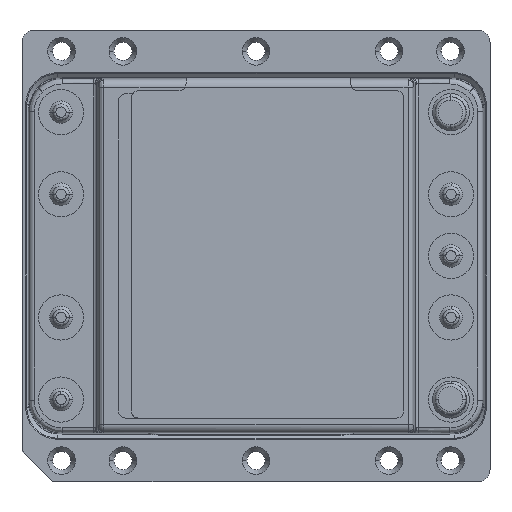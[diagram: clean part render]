
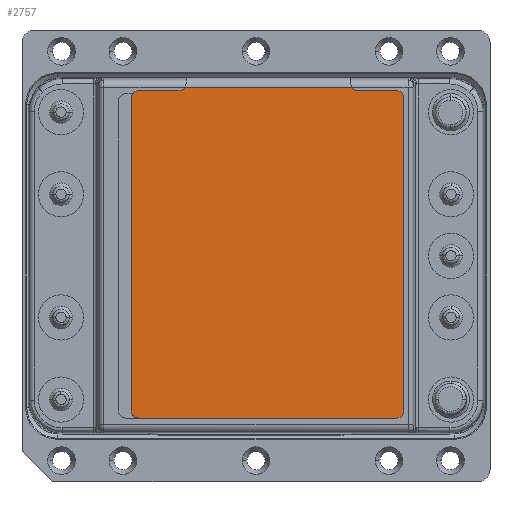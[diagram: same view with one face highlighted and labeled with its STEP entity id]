
A CAD part, top view. The second image highlights one B-rep face of the part: STEP entity #2757.
In plain terms, the highlighted planar face has unit normal (0, 0, 1).
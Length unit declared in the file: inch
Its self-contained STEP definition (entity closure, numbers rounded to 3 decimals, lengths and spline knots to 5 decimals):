
#2707 = EDGE_CURVE ( 'NONE', #5784, #5786, #11894, .T. ) ;
#2710 = EDGE_CURVE ( 'NONE', #5786, #6060, #10508, .T. ) ;
#2712 = EDGE_CURVE ( 'NONE', #6060, #6057, #11910, .T. ) ;
#2714 = EDGE_CURVE ( 'NONE', #6057, #6054, #10511, .T. ) ;
#2716 = EDGE_CURVE ( 'NONE', #6054, #6049, #11907, .T. ) ;
#2718 = EDGE_CURVE ( 'NONE', #6049, #6048, #10514, .T. ) ;
#2719 = EDGE_CURVE ( 'NONE', #6048, #6046, #11905, .T. ) ;
#2723 = EDGE_CURVE ( 'NONE', #6043, #6041, #11918, .T. ) ;
#2725 = EDGE_CURVE ( 'NONE', #6041, #6040, #10517, .T. ) ;
#2727 = EDGE_CURVE ( 'NONE', #6040, #6039, #11922, .T. ) ;
#2728 = EDGE_CURVE ( 'NONE', #6039, #5784, #10519, .T. ) ;
#2729 = EDGE_CURVE ( 'NONE', #6043, #6046, #10520, .T. ) ;
#2757 = ADVANCED_FACE ( 'NONE', ( #10598 ), #11732, .T. ) ;
#5784 = VERTEX_POINT ( 'NONE', #18657 ) ;
#5786 = VERTEX_POINT ( 'NONE', #18659 ) ;
#6039 = VERTEX_POINT ( 'NONE', #18682 ) ;
#6040 = VERTEX_POINT ( 'NONE', #18683 ) ;
#6041 = VERTEX_POINT ( 'NONE', #18684 ) ;
#6043 = VERTEX_POINT ( 'NONE', #18686 ) ;
#6046 = VERTEX_POINT ( 'NONE', #18689 ) ;
#6048 = VERTEX_POINT ( 'NONE', #18691 ) ;
#6049 = VERTEX_POINT ( 'NONE', #18692 ) ;
#6054 = VERTEX_POINT ( 'NONE', #18697 ) ;
#6057 = VERTEX_POINT ( 'NONE', #18700 ) ;
#6060 = VERTEX_POINT ( 'NONE', #18703 ) ;
#6294 = EDGE_LOOP ( 'NONE', ( #9338, #9340, #9337, #9339, #9341, #9342, #9343, #9344, #9345, #9346, #9347, #9348 ) ) ;
#9337 = ORIENTED_EDGE ( 'NONE', *, *, #2725, .T. ) ;
#9338 = ORIENTED_EDGE ( 'NONE', *, *, #2729, .F. ) ;
#9339 = ORIENTED_EDGE ( 'NONE', *, *, #2727, .T. ) ;
#9340 = ORIENTED_EDGE ( 'NONE', *, *, #2723, .T. ) ;
#9341 = ORIENTED_EDGE ( 'NONE', *, *, #2728, .T. ) ;
#9342 = ORIENTED_EDGE ( 'NONE', *, *, #2707, .T. ) ;
#9343 = ORIENTED_EDGE ( 'NONE', *, *, #2710, .T. ) ;
#9344 = ORIENTED_EDGE ( 'NONE', *, *, #2712, .T. ) ;
#9345 = ORIENTED_EDGE ( 'NONE', *, *, #2714, .T. ) ;
#9346 = ORIENTED_EDGE ( 'NONE', *, *, #2716, .T. ) ;
#9347 = ORIENTED_EDGE ( 'NONE', *, *, #2718, .T. ) ;
#9348 = ORIENTED_EDGE ( 'NONE', *, *, #2719, .T. ) ;
#10508 = LINE ( 'NONE', #11481, #11913 ) ;
#10511 = LINE ( 'NONE', #11490, #11917 ) ;
#10514 = LINE ( 'NONE', #11499, #11923 ) ;
#10517 = LINE ( 'NONE', #11515, #11929 ) ;
#10519 = LINE ( 'NONE', #11522, #11932 ) ;
#10520 = LINE ( 'NONE', #11524, #11934 ) ;
#10598 = FACE_OUTER_BOUND ( 'NONE', #6294, .T. ) ;
#11474 = CARTESIAN_POINT ( 'NONE',  ( 0.56592, -0.80242, 0.50997 ) ) ;
#11475 = DIRECTION ( 'NONE',  ( 0., 0., 1. ) ) ;
#11476 = DIRECTION ( 'NONE',  ( 1., 0., 0. ) ) ;
#11481 = CARTESIAN_POINT ( 'NONE',  ( 1.82669, -0.83752, 0.50997 ) ) ;
#11482 = DIRECTION ( 'NONE',  ( 1., 0., 0. ) ) ;
#11485 = CARTESIAN_POINT ( 'NONE',  ( 1.82669, -0.80242, 0.50997 ) ) ;
#11486 = DIRECTION ( 'NONE',  ( 0., 0., 1. ) ) ;
#11487 = DIRECTION ( 'NONE',  ( 1., 0., 0. ) ) ;
#11490 = CARTESIAN_POINT ( 'NONE',  ( 1.8618, 0.72716, 0.50997 ) ) ;
#11491 = DIRECTION ( 'NONE',  ( 0., 1., 0. ) ) ;
#11494 = CARTESIAN_POINT ( 'NONE',  ( 1.82669, 0.72716, 0.50997 ) ) ;
#11495 = DIRECTION ( 'NONE',  ( 0., 0., 1. ) ) ;
#11496 = DIRECTION ( 'NONE',  ( 1., 0., 0. ) ) ;
#11499 = CARTESIAN_POINT ( 'NONE',  ( 1.82669, 0.76226, 0.50997 ) ) ;
#11500 = DIRECTION ( 'NONE',  ( -1., 0., 0. ) ) ;
#11501 = CARTESIAN_POINT ( 'NONE',  ( 1.63612, 0.79737, 0.50997 ) ) ;
#11502 = DIRECTION ( 'NONE',  ( 0., 0., -1. ) ) ;
#11503 = DIRECTION ( 'NONE',  ( -1., 0., 0. ) ) ;
#11510 = CARTESIAN_POINT ( 'NONE',  ( 0.76351, 0.79737, 0.50997 ) ) ;
#11511 = DIRECTION ( 'NONE',  ( 0., 0., -1. ) ) ;
#11512 = DIRECTION ( 'NONE',  ( 1., 0., 0. ) ) ;
#11515 = CARTESIAN_POINT ( 'NONE',  ( 0.76351, 0.76226, 0.50997 ) ) ;
#11516 = DIRECTION ( 'NONE',  ( -1., 0., 0. ) ) ;
#11519 = CARTESIAN_POINT ( 'NONE',  ( 0.56592, 0.72716, 0.50997 ) ) ;
#11520 = DIRECTION ( 'NONE',  ( 0., 0., 1. ) ) ;
#11521 = DIRECTION ( 'NONE',  ( -1., 0., 0. ) ) ;
#11522 = CARTESIAN_POINT ( 'NONE',  ( 0.53082, 0.72716, 0.50997 ) ) ;
#11523 = DIRECTION ( 'NONE',  ( 0., -1., 0. ) ) ;
#11524 = CARTESIAN_POINT ( 'NONE',  ( 0.56592, 0.77893, 0.50997 ) ) ;
#11525 = DIRECTION ( 'NONE',  ( 1., 0., 0. ) ) ;
#11732 = PLANE ( 'NONE',  #12009 ) ;
#11733 = CARTESIAN_POINT ( 'NONE',  ( 0.56592, 0.72716, 0.50997 ) ) ;
#11734 = DIRECTION ( 'NONE',  ( 0., 0., 1. ) ) ;
#11735 = DIRECTION ( 'NONE',  ( -1., 0., 0. ) ) ;
#11894 = CIRCLE ( 'NONE', #11909, 0.03511 ) ;
#11905 = CIRCLE ( 'NONE', #11924, 0.0351 ) ;
#11907 = CIRCLE ( 'NONE', #11920, 0.0351 ) ;
#11909 = AXIS2_PLACEMENT_3D ( 'NONE', #11474, #11475, #11476 ) ;
#11910 = CIRCLE ( 'NONE', #11915, 0.0351 ) ;
#11913 = VECTOR ( 'NONE', #11482, 39.37008 ) ;
#11915 = AXIS2_PLACEMENT_3D ( 'NONE', #11485, #11486, #11487 ) ;
#11917 = VECTOR ( 'NONE', #11491, 39.37008 ) ;
#11918 = CIRCLE ( 'NONE', #11927, 0.03511 ) ;
#11920 = AXIS2_PLACEMENT_3D ( 'NONE', #11494, #11495, #11496 ) ;
#11922 = CIRCLE ( 'NONE', #11931, 0.03511 ) ;
#11923 = VECTOR ( 'NONE', #11500, 39.37008 ) ;
#11924 = AXIS2_PLACEMENT_3D ( 'NONE', #11501, #11502, #11503 ) ;
#11927 = AXIS2_PLACEMENT_3D ( 'NONE', #11510, #11511, #11512 ) ;
#11929 = VECTOR ( 'NONE', #11516, 39.37008 ) ;
#11931 = AXIS2_PLACEMENT_3D ( 'NONE', #11519, #11520, #11521 ) ;
#11932 = VECTOR ( 'NONE', #11523, 39.37008 ) ;
#11934 = VECTOR ( 'NONE', #11525, 39.37008 ) ;
#12009 = AXIS2_PLACEMENT_3D ( 'NONE', #11733, #11734, #11735 ) ;
#18657 = CARTESIAN_POINT ( 'NONE',  ( 0.53082, -0.80242, 0.50997 ) ) ;
#18659 = CARTESIAN_POINT ( 'NONE',  ( 0.56592, -0.83752, 0.50997 ) ) ;
#18682 = CARTESIAN_POINT ( 'NONE',  ( 0.53082, 0.72716, 0.50997 ) ) ;
#18683 = CARTESIAN_POINT ( 'NONE',  ( 0.56592, 0.76226, 0.50997 ) ) ;
#18684 = CARTESIAN_POINT ( 'NONE',  ( 0.76351, 0.76226, 0.50997 ) ) ;
#18686 = CARTESIAN_POINT ( 'NONE',  ( 0.79339, 0.77893, 0.50997 ) ) ;
#18689 = CARTESIAN_POINT ( 'NONE',  ( 1.60625, 0.77893, 0.50997 ) ) ;
#18691 = CARTESIAN_POINT ( 'NONE',  ( 1.63612, 0.76226, 0.50997 ) ) ;
#18692 = CARTESIAN_POINT ( 'NONE',  ( 1.82669, 0.76226, 0.50997 ) ) ;
#18697 = CARTESIAN_POINT ( 'NONE',  ( 1.8618, 0.72716, 0.50997 ) ) ;
#18700 = CARTESIAN_POINT ( 'NONE',  ( 1.8618, -0.80242, 0.50997 ) ) ;
#18703 = CARTESIAN_POINT ( 'NONE',  ( 1.82669, -0.83752, 0.50997 ) ) ;
